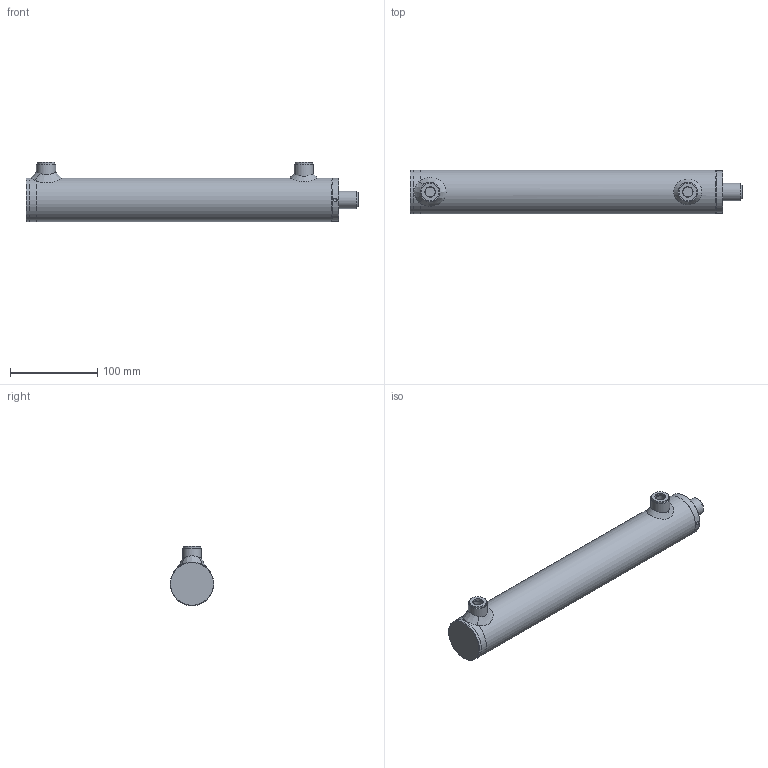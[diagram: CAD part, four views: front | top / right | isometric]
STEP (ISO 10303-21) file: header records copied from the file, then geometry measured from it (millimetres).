
FILE_DESCRIPTION( ( 'Unknown' ), '1' );
FILE_NAME( 'HM01200250.stp', 'Unknown', ( 'Unknown' ), ( 'Unknown' ), 'PSStep 17.0.49', 'Unknown', ' ' );
FILE_SCHEMA( ( 'AUTOMOTIVE_DESIGN { 1 0 10303 214 1 1 1 1 }' ) );
Length unit declared in the file: millimetre
Products named in the file (18): STL1500250-oa4; Saldatura d'angolo 1-oa2; CBS0400000; FTM1500250-oa3; CT00040015; CG05004020; Assem1; Saldatura con preparazione 1-oa0; Saldatura d'angolo 1-oa1; CF00040050; CDA0001415; APG0400000; SBL2010250
Assembly tree (15 placements, depth 3):
  Saldatura d'angolo 1-oa2
  Saldatura d'angolo 1-oa2
  Assem1
    Saldatura con preparazione 1-oa0
    Saldatura con preparazione 1-oa0
    CF00040050
    CDA0001415
    CBS0400000
    APG0400000  x2
    SBL2010250
    CT00040015
      CT00040015
    CG05004020
      CG05004020
    STL1500250-oa4
      CBS0400000
      FTM1500250-oa3
  Saldatura d'angolo 1-oa1
  Saldatura d'angolo 1-oa1
Bounding box: 380 x 50 x 68 mm (x, y, z)
Volume: 454027.8 mm3; surface area: 169944.4 mm2
Topology: 16 solids, 16 shells, 194 faces, 391 edges, 240 vertices
Faces by surface type: plane 56, cylinder 54, cone 34, torus 32, bspline 18
Full cylindrical faces by diameter (mm): 4 x4, 4.25 x1, 7 x2, 11.445 x2, 12 x2, 13.1 x2, 14 x2, 15 x3, 19.5 x1, 20 x6, 22 x4, 23 x1, 28 x1, 28.6 x1, 30 x1, 35 x1, 35.4 x2, 38.5 x2, 39.9 x1, 40 x1, 40.3 x1, 40.5 x1, 40.6 x1, 41 x1, 42 x3, 42.5 x1, 44 x1, 49 x1, 50 x4
Entity records: 8484 total; most frequent: CARTESIAN_POINT 3786, DIRECTION 694, ORIENTED_EDGE 424, AXIS2_PLACEMENT_3D 335, EDGE_LOOP 334, FACE_OUTER_BOUND 268, EDGE_CURVE 212, VERTEX_POINT 191
